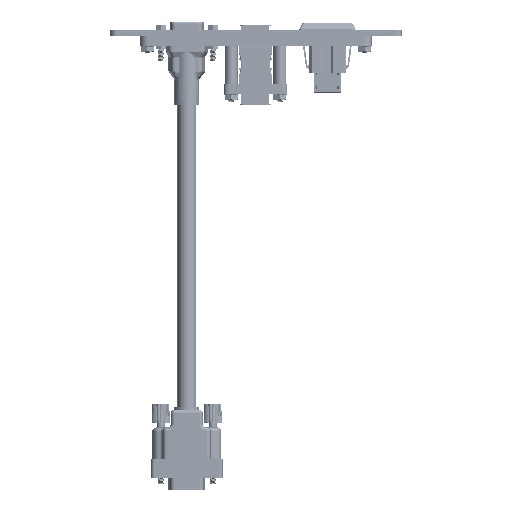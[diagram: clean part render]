
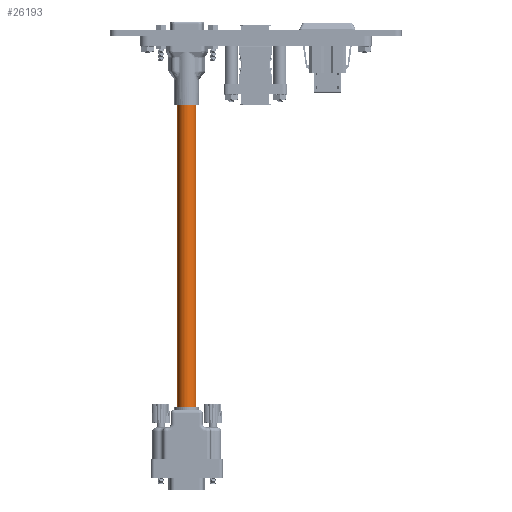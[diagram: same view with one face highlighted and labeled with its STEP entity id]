
A CAD part, front view. The second image highlights one B-rep face of the part: STEP entity #26193.
In plain terms, the highlighted cylindrical face has radius 4.496 mm (diameter 8.992 mm), a partial arc.
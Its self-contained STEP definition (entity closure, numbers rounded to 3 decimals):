
#7965 = DIRECTION ( 'NONE',  ( 0., 0., -1. ) ) ;
#10753 = CIRCLE ( 'NONE', #96571, 4.496 ) ;
#11414 = CARTESIAN_POINT ( 'NONE',  ( -4.496, 0., -76.2 ) ) ;
#11528 = EDGE_CURVE ( 'NONE', #63107, #12106, #36104, .T. ) ;
#11548 = DIRECTION ( 'NONE',  ( 0., 0., -1. ) ) ;
#12106 = VERTEX_POINT ( 'NONE', #11414 ) ;
#13538 = VECTOR ( 'NONE', #11548, 1000. ) ;
#14946 = EDGE_LOOP ( 'NONE', ( #66851, #22126, #17052, #150171 ) ) ;
#17052 = ORIENTED_EDGE ( 'NONE', *, *, #11528, .T. ) ;
#18113 = EDGE_CURVE ( 'NONE', #12106, #146641, #82955, .T. ) ;
#22126 = ORIENTED_EDGE ( 'NONE', *, *, #141861, .T. ) ;
#26193 = ADVANCED_FACE ( 'NONE', ( #76076 ), #86851, .T. ) ;
#26253 = VERTEX_POINT ( 'NONE', #52221 ) ;
#34722 = CARTESIAN_POINT ( 'NONE',  ( 4.496, 0., -76.2 ) ) ;
#35120 = LINE ( 'NONE', #115750, #150370 ) ;
#36104 = LINE ( 'NONE', #116735, #13538 ) ;
#38476 = CARTESIAN_POINT ( 'NONE',  ( 0., 0., 76.2 ) ) ;
#52221 = CARTESIAN_POINT ( 'NONE',  ( 4.496, 0., 76.2 ) ) ;
#54791 = DIRECTION ( 'NONE',  ( -1., 0., 0. ) ) ;
#63012 = DIRECTION ( 'NONE',  ( -1., 0., 0. ) ) ;
#63107 = VERTEX_POINT ( 'NONE', #148365 ) ;
#63546 = DIRECTION ( 'NONE',  ( -1., 0., 0. ) ) ;
#66851 = ORIENTED_EDGE ( 'NONE', *, *, #93500, .F. ) ;
#76076 = FACE_OUTER_BOUND ( 'NONE', #14946, .T. ) ;
#82955 = CIRCLE ( 'NONE', #134293, 4.496 ) ;
#86851 = CYLINDRICAL_SURFACE ( 'NONE', #134694, 4.496 ) ;
#88152 = DIRECTION ( 'NONE',  ( 0., 0., 1. ) ) ;
#89650 = CARTESIAN_POINT ( 'NONE',  ( 0., 0., -76.2 ) ) ;
#93500 = EDGE_CURVE ( 'NONE', #26253, #146641, #35120, .T. ) ;
#96571 = AXIS2_PLACEMENT_3D ( 'NONE', #113156, #7965, #54791 ) ;
#96827 = DIRECTION ( 'NONE',  ( 0., 0., -1. ) ) ;
#113156 = CARTESIAN_POINT ( 'NONE',  ( 0., 0., 76.2 ) ) ;
#115750 = CARTESIAN_POINT ( 'NONE',  ( 4.496, 0., 76.2 ) ) ;
#116735 = CARTESIAN_POINT ( 'NONE',  ( -4.496, 0., 76.2 ) ) ;
#134293 = AXIS2_PLACEMENT_3D ( 'NONE', #89650, #88152, #63546 ) ;
#134694 = AXIS2_PLACEMENT_3D ( 'NONE', #38476, #96827, #63012 ) ;
#141861 = EDGE_CURVE ( 'NONE', #26253, #63107, #10753, .T. ) ;
#146641 = VERTEX_POINT ( 'NONE', #34722 ) ;
#148365 = CARTESIAN_POINT ( 'NONE',  ( -4.496, 0., 76.2 ) ) ;
#150171 = ORIENTED_EDGE ( 'NONE', *, *, #18113, .T. ) ;
#150370 = VECTOR ( 'NONE', #151846, 1000. ) ;
#151846 = DIRECTION ( 'NONE',  ( 0., 0., -1. ) ) ;
